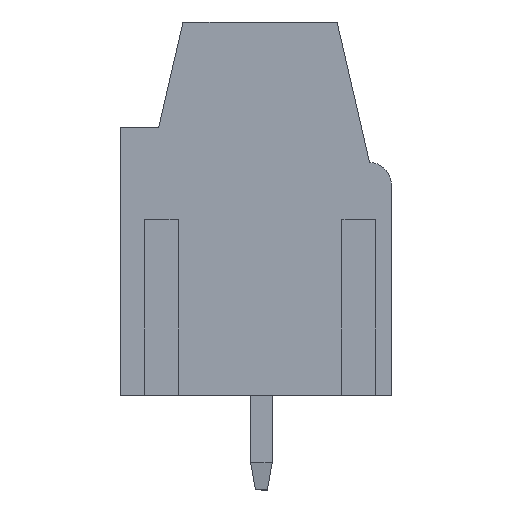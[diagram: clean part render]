
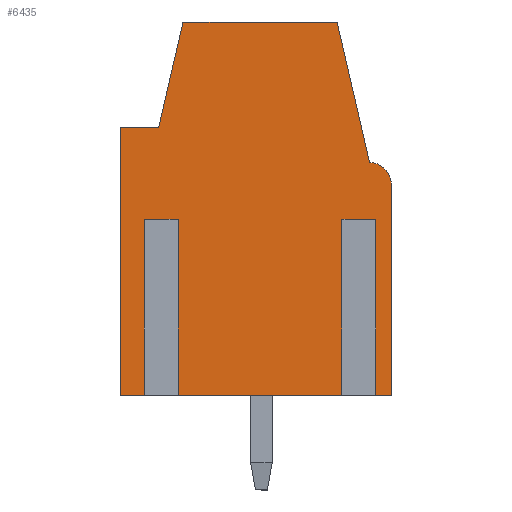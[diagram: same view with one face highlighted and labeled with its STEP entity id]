
A CAD part, left-side view. The second image highlights one B-rep face of the part: STEP entity #6435.
In plain terms, the highlighted planar face has unit normal (-1, 0, 0).
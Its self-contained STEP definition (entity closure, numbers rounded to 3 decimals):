
#6190=AXIS2_PLACEMENT_3D('Circle Axis2P3D',#6188,#6189,$) ;
#6372=AXIS2_PLACEMENT_3D('Plane Axis2P3D',#6369,#6370,#6371) ;
#5421=CARTESIAN_POINT('Vertex',(0.55,0.,3.5)) ;
#5424=CARTESIAN_POINT('Line Origine',(0.55,0.447,3.5)) ;
#5428=CARTESIAN_POINT('Vertex',(0.55,0.894,3.5)) ;
#5449=CARTESIAN_POINT('Vertex',(0.55,1.506,3.5)) ;
#5452=CARTESIAN_POINT('Line Origine',(0.55,4.85,3.5)) ;
#5456=CARTESIAN_POINT('Vertex',(0.55,8.194,3.5)) ;
#5477=CARTESIAN_POINT('Vertex',(0.55,8.806,3.5)) ;
#5480=CARTESIAN_POINT('Line Origine',(0.55,9.403,3.5)) ;
#5484=CARTESIAN_POINT('Vertex',(0.55,10.,3.5)) ;
#5928=CARTESIAN_POINT('Line Origine',(0.55,10.,8.45)) ;
#5932=CARTESIAN_POINT('Vertex',(0.55,10.,13.4)) ;
#6073=CARTESIAN_POINT('Vertex',(0.55,8.6,13.4)) ;
#6076=CARTESIAN_POINT('Line Origine',(0.55,8.15,15.35)) ;
#6080=CARTESIAN_POINT('Vertex',(0.55,7.7,17.3)) ;
#6104=CARTESIAN_POINT('Line Origine',(0.55,4.85,17.3)) ;
#6108=CARTESIAN_POINT('Vertex',(0.55,2.001,17.3)) ;
#6164=CARTESIAN_POINT('Line Origine',(0.55,1.4,14.7)) ;
#6168=CARTESIAN_POINT('Vertex',(0.55,0.8,12.1)) ;
#6188=CARTESIAN_POINT('Axis2P3D Location',(0.55,0.8,11.3)) ;
#6192=CARTESIAN_POINT('Vertex',(0.55,0.,11.3)) ;
#6212=CARTESIAN_POINT('Line Origine',(0.55,0.,7.4)) ;
#6369=CARTESIAN_POINT('Axis2P3D Location',(0.55,10.,0.)) ;
#6374=CARTESIAN_POINT('Line Origine',(0.55,1.506,6.75)) ;
#6378=CARTESIAN_POINT('Vertex',(0.55,1.506,10.)) ;
#6381=CARTESIAN_POINT('Line Origine',(0.55,1.2,10.)) ;
#6385=CARTESIAN_POINT('Vertex',(0.55,0.894,10.)) ;
#6388=CARTESIAN_POINT('Line Origine',(0.55,0.894,6.75)) ;
#6393=CARTESIAN_POINT('Line Origine',(0.55,9.3,13.4)) ;
#6398=CARTESIAN_POINT('Line Origine',(0.55,8.806,6.75)) ;
#6402=CARTESIAN_POINT('Vertex',(0.55,8.806,10.)) ;
#6405=CARTESIAN_POINT('Line Origine',(0.55,8.5,10.)) ;
#6409=CARTESIAN_POINT('Vertex',(0.55,8.194,10.)) ;
#6412=CARTESIAN_POINT('Line Origine',(0.55,8.194,6.75)) ;
#5425=DIRECTION('Vector Direction',(0.,-1.,0.)) ;
#5453=DIRECTION('Vector Direction',(0.,-1.,0.)) ;
#5481=DIRECTION('Vector Direction',(0.,-1.,0.)) ;
#5929=DIRECTION('Vector Direction',(0.,0.,-1.)) ;
#6077=DIRECTION('Vector Direction',(0.,0.225,-0.974)) ;
#6105=DIRECTION('Vector Direction',(0.,1.,0.)) ;
#6165=DIRECTION('Vector Direction',(0.,0.225,0.974)) ;
#6189=DIRECTION('Axis2P3D Direction',(-1.,0.,0.)) ;
#6213=DIRECTION('Vector Direction',(0.,0.,1.)) ;
#6370=DIRECTION('Axis2P3D Direction',(-1.,0.,0.)) ;
#6371=DIRECTION('Axis2P3D XDirection',(0.,1.,0.)) ;
#6375=DIRECTION('Vector Direction',(0.,0.,1.)) ;
#6382=DIRECTION('Vector Direction',(0.,1.,0.)) ;
#6389=DIRECTION('Vector Direction',(0.,0.,1.)) ;
#6394=DIRECTION('Vector Direction',(0.,1.,0.)) ;
#6399=DIRECTION('Vector Direction',(0.,0.,1.)) ;
#6406=DIRECTION('Vector Direction',(0.,1.,0.)) ;
#6413=DIRECTION('Vector Direction',(0.,0.,1.)) ;
#5426=VECTOR('Line Direction',#5425,1.) ;
#5454=VECTOR('Line Direction',#5453,1.) ;
#5482=VECTOR('Line Direction',#5481,1.) ;
#5930=VECTOR('Line Direction',#5929,1.) ;
#6078=VECTOR('Line Direction',#6077,1.) ;
#6106=VECTOR('Line Direction',#6105,1.) ;
#6166=VECTOR('Line Direction',#6165,1.) ;
#6214=VECTOR('Line Direction',#6213,1.) ;
#6376=VECTOR('Line Direction',#6375,1.) ;
#6383=VECTOR('Line Direction',#6382,1.) ;
#6390=VECTOR('Line Direction',#6389,1.) ;
#6395=VECTOR('Line Direction',#6394,1.) ;
#6400=VECTOR('Line Direction',#6399,1.) ;
#6407=VECTOR('Line Direction',#6406,1.) ;
#6414=VECTOR('Line Direction',#6413,1.) ;
#6418=ORIENTED_EDGE('',*,*,#5458,.T.) ;
#6419=ORIENTED_EDGE('',*,*,#6380,.T.) ;
#6420=ORIENTED_EDGE('',*,*,#6387,.F.) ;
#6421=ORIENTED_EDGE('',*,*,#6392,.F.) ;
#6422=ORIENTED_EDGE('',*,*,#5430,.T.) ;
#6423=ORIENTED_EDGE('',*,*,#6216,.T.) ;
#6424=ORIENTED_EDGE('',*,*,#6194,.T.) ;
#6425=ORIENTED_EDGE('',*,*,#6170,.T.) ;
#6426=ORIENTED_EDGE('',*,*,#6110,.T.) ;
#6427=ORIENTED_EDGE('',*,*,#6082,.T.) ;
#6428=ORIENTED_EDGE('',*,*,#6397,.T.) ;
#6429=ORIENTED_EDGE('',*,*,#5934,.T.) ;
#6430=ORIENTED_EDGE('',*,*,#5486,.T.) ;
#6431=ORIENTED_EDGE('',*,*,#6404,.T.) ;
#6432=ORIENTED_EDGE('',*,*,#6411,.F.) ;
#6433=ORIENTED_EDGE('',*,*,#6416,.F.) ;
#6435=ADVANCED_FACE('HOUSING',(#6434),#6373,.T.) ;
#6191=CIRCLE('generated circle',#6190,0.8) ;
#5430=EDGE_CURVE('',#5429,#5422,#5427,.T.) ;
#5458=EDGE_CURVE('',#5457,#5450,#5455,.T.) ;
#5486=EDGE_CURVE('',#5485,#5478,#5483,.T.) ;
#5934=EDGE_CURVE('',#5933,#5485,#5931,.T.) ;
#6082=EDGE_CURVE('',#6081,#6074,#6079,.T.) ;
#6110=EDGE_CURVE('',#6109,#6081,#6107,.T.) ;
#6170=EDGE_CURVE('',#6169,#6109,#6167,.T.) ;
#6194=EDGE_CURVE('',#6193,#6169,#6191,.T.) ;
#6216=EDGE_CURVE('',#5422,#6193,#6215,.T.) ;
#6380=EDGE_CURVE('',#5450,#6379,#6377,.T.) ;
#6387=EDGE_CURVE('',#6386,#6379,#6384,.T.) ;
#6392=EDGE_CURVE('',#5429,#6386,#6391,.T.) ;
#6397=EDGE_CURVE('',#6074,#5933,#6396,.T.) ;
#6404=EDGE_CURVE('',#5478,#6403,#6401,.T.) ;
#6411=EDGE_CURVE('',#6410,#6403,#6408,.T.) ;
#6416=EDGE_CURVE('',#5457,#6410,#6415,.T.) ;
#6417=EDGE_LOOP('',(#6418,#6419,#6420,#6421,#6422,#6423,#6424,#6425,#6426,#6427,#6428,#6429,#6430,#6431,#6432,#6433)) ;
#6434=FACE_OUTER_BOUND('',#6417,.T.) ;
#5427=LINE('Line',#5424,#5426) ;
#5455=LINE('Line',#5452,#5454) ;
#5483=LINE('Line',#5480,#5482) ;
#5931=LINE('Line',#5928,#5930) ;
#6079=LINE('Line',#6076,#6078) ;
#6107=LINE('Line',#6104,#6106) ;
#6167=LINE('Line',#6164,#6166) ;
#6215=LINE('Line',#6212,#6214) ;
#6377=LINE('Line',#6374,#6376) ;
#6384=LINE('Line',#6381,#6383) ;
#6391=LINE('Line',#6388,#6390) ;
#6396=LINE('Line',#6393,#6395) ;
#6401=LINE('Line',#6398,#6400) ;
#6408=LINE('Line',#6405,#6407) ;
#6415=LINE('Line',#6412,#6414) ;
#6373=PLANE('',#6372) ;
#5422=VERTEX_POINT('',#5421) ;
#5429=VERTEX_POINT('',#5428) ;
#5450=VERTEX_POINT('',#5449) ;
#5457=VERTEX_POINT('',#5456) ;
#5478=VERTEX_POINT('',#5477) ;
#5485=VERTEX_POINT('',#5484) ;
#5933=VERTEX_POINT('',#5932) ;
#6074=VERTEX_POINT('',#6073) ;
#6081=VERTEX_POINT('',#6080) ;
#6109=VERTEX_POINT('',#6108) ;
#6169=VERTEX_POINT('',#6168) ;
#6193=VERTEX_POINT('',#6192) ;
#6379=VERTEX_POINT('',#6378) ;
#6386=VERTEX_POINT('',#6385) ;
#6403=VERTEX_POINT('',#6402) ;
#6410=VERTEX_POINT('',#6409) ;
